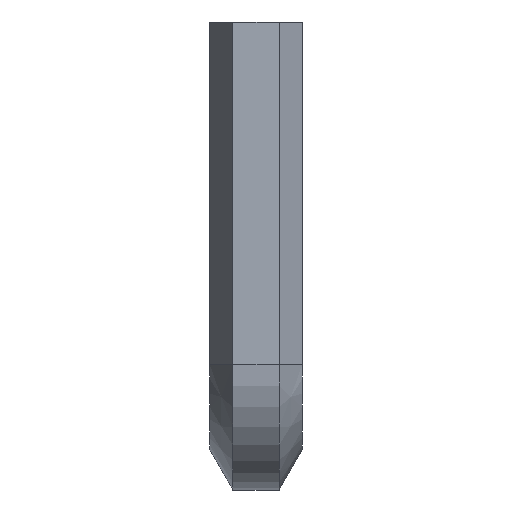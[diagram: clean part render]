
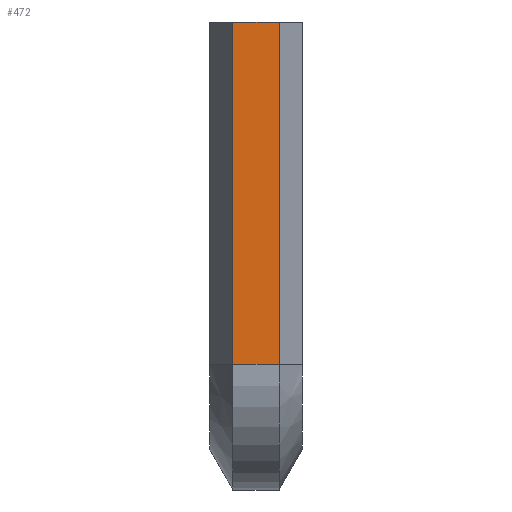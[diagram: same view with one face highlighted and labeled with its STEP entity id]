
A CAD part, left-side view. The second image highlights one B-rep face of the part: STEP entity #472.
In plain terms, the highlighted planar face has unit normal (-1, 0, 0).
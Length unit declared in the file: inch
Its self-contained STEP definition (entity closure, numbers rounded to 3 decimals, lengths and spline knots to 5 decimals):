
#1 = DIRECTION ( 'NONE',  ( 0., 0., 1. ) ) ;
#2 = LINE ( 'NONE', #400, #303 ) ;
#20 = EDGE_CURVE ( 'NONE', #511, #446, #343, .T. ) ;
#32 = DIRECTION ( 'NONE',  ( 0., -1., 0. ) ) ;
#38 = VECTOR ( 'NONE', #1, 39.37008 ) ;
#42 = CARTESIAN_POINT ( 'NONE',  ( -0.09375, 0.05413, 0. ) ) ;
#125 = EDGE_CURVE ( 'NONE', #446, #225, #2, .T. ) ;
#127 = LINE ( 'NONE', #468, #38 ) ;
#129 = AXIS2_PLACEMENT_3D ( 'NONE', #535, #593, #227 ) ;
#132 = EDGE_CURVE ( 'NONE', #366, #225, #405, .T. ) ;
#135 = EDGE_CURVE ( 'NONE', #511, #366, #127, .T. ) ;
#164 = DIRECTION ( 'NONE',  ( 0., -1., 0. ) ) ;
#182 = FACE_OUTER_BOUND ( 'NONE', #556, .T. ) ;
#183 = CARTESIAN_POINT ( 'NONE',  ( -0.09375, 0.05413, 0. ) ) ;
#219 = CARTESIAN_POINT ( 'NONE',  ( -0.09375, -0.05413, -0.8 ) ) ;
#225 = VERTEX_POINT ( 'NONE', #331 ) ;
#227 = DIRECTION ( 'NONE',  ( 0., -1., 0. ) ) ;
#277 = CARTESIAN_POINT ( 'NONE',  ( -0.09375, 0.05413, -0.8 ) ) ;
#288 = VECTOR ( 'NONE', #164, 39.37008 ) ;
#303 = VECTOR ( 'NONE', #559, 39.37008 ) ;
#331 = CARTESIAN_POINT ( 'NONE',  ( -0.09375, -0.05413, 0. ) ) ;
#343 = LINE ( 'NONE', #497, #288 ) ;
#350 = VECTOR ( 'NONE', #32, 39.37008 ) ;
#366 = VERTEX_POINT ( 'NONE', #183 ) ;
#392 = PLANE ( 'NONE',  #129 ) ;
#400 = CARTESIAN_POINT ( 'NONE',  ( -0.09375, -0.05413, -0.8 ) ) ;
#405 = LINE ( 'NONE', #42, #350 ) ;
#446 = VERTEX_POINT ( 'NONE', #219 ) ;
#468 = CARTESIAN_POINT ( 'NONE',  ( -0.09375, 0.05413, -0.8 ) ) ;
#472 = ADVANCED_FACE ( 'NONE', ( #182 ), #392, .T. ) ;
#497 = CARTESIAN_POINT ( 'NONE',  ( -0.09375, 0.05413, -0.8 ) ) ;
#511 = VERTEX_POINT ( 'NONE', #277 ) ;
#535 = CARTESIAN_POINT ( 'NONE',  ( -0.09375, 0.05413, -0.8 ) ) ;
#536 = ORIENTED_EDGE ( 'NONE', *, *, #135, .F. ) ;
#537 = ORIENTED_EDGE ( 'NONE', *, *, #20, .T. ) ;
#556 = EDGE_LOOP ( 'NONE', ( #594, #536, #537, #573 ) ) ;
#559 = DIRECTION ( 'NONE',  ( 0., 0., 1. ) ) ;
#573 = ORIENTED_EDGE ( 'NONE', *, *, #125, .T. ) ;
#593 = DIRECTION ( 'NONE',  ( -1., 0., 0. ) ) ;
#594 = ORIENTED_EDGE ( 'NONE', *, *, #132, .F. ) ;
